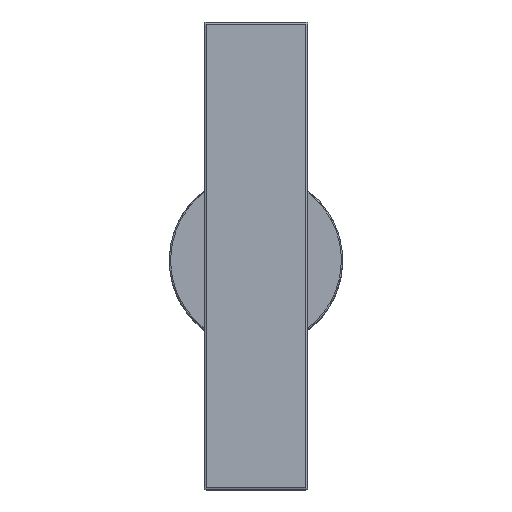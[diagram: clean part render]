
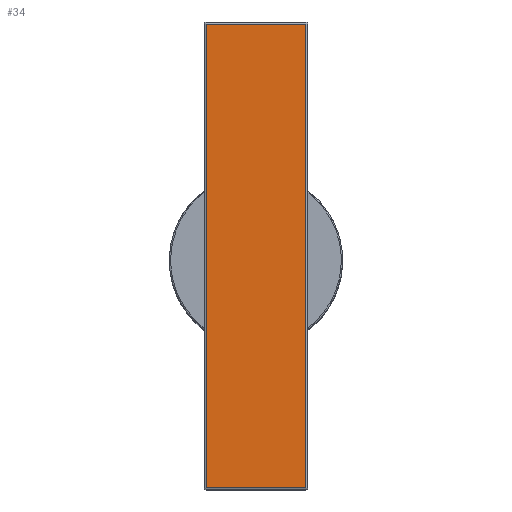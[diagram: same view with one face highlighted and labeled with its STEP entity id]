
A CAD part, top view. The second image highlights one B-rep face of the part: STEP entity #34.
In plain terms, the highlighted planar face has unit normal (0, 0, 1).
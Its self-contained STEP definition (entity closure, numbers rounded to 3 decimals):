
#34=ADVANCED_FACE('',(#78),#567,.T.);
#78=FACE_OUTER_BOUND('',#123,.T.);
#123=EDGE_LOOP('',(#188,#189,#190,#191));
#188=ORIENTED_EDGE('',*,*,#354,.F.);
#189=ORIENTED_EDGE('',*,*,#352,.F.);
#190=ORIENTED_EDGE('',*,*,#353,.F.);
#191=ORIENTED_EDGE('',*,*,#351,.F.);
#351=EDGE_CURVE('',#518,#519,#432,.T.);
#352=EDGE_CURVE('',#520,#521,#433,.T.);
#353=EDGE_CURVE('',#519,#520,#434,.T.);
#354=EDGE_CURVE('',#521,#518,#435,.T.);
#432=B_SPLINE_CURVE_WITH_KNOTS('',1,(#1138,#1139),.UNSPECIFIED.,.F.,.F.,
(2,2),(0.5,107.5),.UNSPECIFIED.);
#433=B_SPLINE_CURVE_WITH_KNOTS('',1,(#1140,#1141),.UNSPECIFIED.,.F.,.F.,
(2,2),(0.5,107.5),.UNSPECIFIED.);
#434=B_SPLINE_CURVE_WITH_KNOTS('',1,(#1142,#1143),.UNSPECIFIED.,.F.,.F.,
(2,2),(0.5,23.5),.UNSPECIFIED.);
#435=B_SPLINE_CURVE_WITH_KNOTS('',1,(#1144,#1145),.UNSPECIFIED.,.F.,.F.,
(2,2),(0.5,23.5),.UNSPECIFIED.);
#518=VERTEX_POINT('',#1066);
#519=VERTEX_POINT('',#1067);
#520=VERTEX_POINT('',#1068);
#521=VERTEX_POINT('',#1069);
#567=PLANE('',#616);
#616=AXIS2_PLACEMENT_3D('',#678,#647,$);
#647=DIRECTION('',(0.,0.,1.));
#678=CARTESIAN_POINT('',(12.,-54.,338.702));
#1066=CARTESIAN_POINT('',(11.5,53.5,338.702));
#1067=CARTESIAN_POINT('',(11.5,-53.5,338.702));
#1068=CARTESIAN_POINT('',(-11.5,-53.5,338.702));
#1069=CARTESIAN_POINT('',(-11.5,53.5,338.702));
#1138=CARTESIAN_POINT('',(11.5,53.5,338.702));
#1139=CARTESIAN_POINT('',(11.5,-53.5,338.702));
#1140=CARTESIAN_POINT('',(-11.5,-53.5,338.702));
#1141=CARTESIAN_POINT('',(-11.5,53.5,338.702));
#1142=CARTESIAN_POINT('',(11.5,-53.5,338.702));
#1143=CARTESIAN_POINT('',(-11.5,-53.5,338.702));
#1144=CARTESIAN_POINT('',(-11.5,53.5,338.702));
#1145=CARTESIAN_POINT('',(11.5,53.5,338.702));
